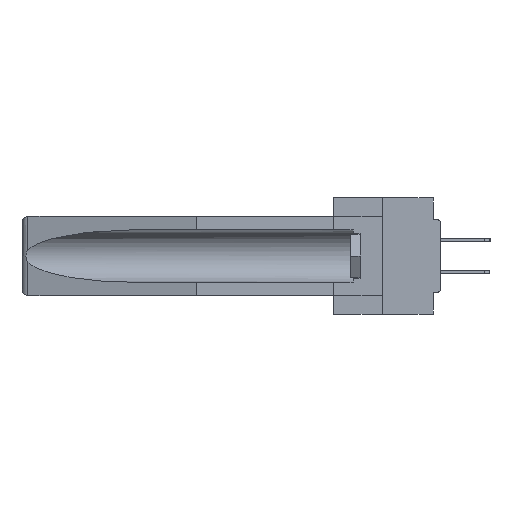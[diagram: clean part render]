
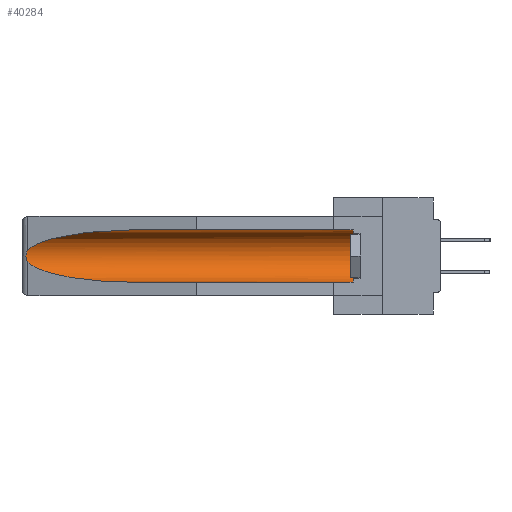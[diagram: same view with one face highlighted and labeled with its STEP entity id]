
A CAD part, left-side view. The second image highlights one B-rep face of the part: STEP entity #40284.
In plain terms, the highlighted cylindrical face has radius 2.857 mm (diameter 5.715 mm), a partial arc.
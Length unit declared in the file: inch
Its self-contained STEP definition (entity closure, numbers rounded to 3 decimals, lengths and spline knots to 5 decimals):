
#180 = CARTESIAN_POINT ( 'NONE',  ( 0.155, -0.30754, -0.1715 ) ) ;
#1131 = CARTESIAN_POINT ( 'NONE',  ( 0.26537, 1.52718, -0.14972 ) ) ;
#2542 = CIRCLE ( 'NONE', #23868, 0.1125 ) ;
#2725 =( BOUNDED_CURVE ( )  B_SPLINE_CURVE ( 3, ( #23878, #4712, #8087, #33726 ),
 .UNSPECIFIED., .F., .F. ) 
 B_SPLINE_CURVE_WITH_KNOTS ( ( 4, 4 ),
 ( 0.1948, 1.5708 ),
 .UNSPECIFIED. ) 
 CURVE ( )  GEOMETRIC_REPRESENTATION_ITEM ( )  RATIONAL_B_SPLINE_CURVE ( ( 1., 0.848, 0.848, 1. ) ) 
 REPRESENTATION_ITEM ( '' )  );
#2917 = EDGE_CURVE ( 'NONE', #39450, #32064, #17996, .T. ) ;
#3247 = B_SPLINE_CURVE_WITH_KNOTS ( 'NONE', 3,
 ( #1131, #8025, #10741, #7881, #7596, #14300, #40593, #17576, #30525, #36777 ),
 .UNSPECIFIED., .F., .F.,
 ( 4, 2, 2, 2, 4 ),
 ( 0., 0.00029, 0.00058, 0.00087, 0.00117 ),
 .UNSPECIFIED. ) ;
#3294 = DIRECTION ( 'NONE',  ( 0., 1., 0. ) ) ;
#3389 = LINE ( 'NONE', #16493, #10999 ) ;
#4712 = CARTESIAN_POINT ( 'NONE',  ( 0.25451, 1.48313, -0.24835 ) ) ;
#4916 = CARTESIAN_POINT ( 'NONE',  ( 0.155, 0.126, -0.059 ) ) ;
#7596 = CARTESIAN_POINT ( 'NONE',  ( 0.2675, 1.53308, -0.16763 ) ) ;
#7622 = CARTESIAN_POINT ( 'NONE',  ( 0.26537, 1.52718, -0.19328 ) ) ;
#7854 = EDGE_CURVE ( 'NONE', #32064, #26897, #31652, .T. ) ;
#7881 = CARTESIAN_POINT ( 'NONE',  ( 0.2673, 1.5327, -0.16383 ) ) ;
#8025 = CARTESIAN_POINT ( 'NONE',  ( 0.26597, 1.52961, -0.15275 ) ) ;
#8087 = CARTESIAN_POINT ( 'NONE',  ( 0.21114, 1.30732, -0.284 ) ) ;
#8667 = VERTEX_POINT ( 'NONE', #7622 ) ;
#8826 = CARTESIAN_POINT ( 'NONE',  ( 0.25451, 1.48313, -0.09465 ) ) ;
#8966 = CARTESIAN_POINT ( 'NONE',  ( 0.26537, 1.52718, -0.14972 ) ) ;
#9182 = CARTESIAN_POINT ( 'NONE',  ( 0.155, -0.30754, -0.059 ) ) ;
#10015 = VERTEX_POINT ( 'NONE', #42005 ) ;
#10741 = CARTESIAN_POINT ( 'NONE',  ( 0.26654, 1.53092, -0.15636 ) ) ;
#10999 = VECTOR ( 'NONE', #13373, 39.37008 ) ;
#12476 = ORIENTED_EDGE ( 'NONE', *, *, #7854, .T. ) ;
#13373 = DIRECTION ( 'NONE',  ( 0., 1., 0. ) ) ;
#13651 = DIRECTION ( 'NONE',  ( 0., -1., 0. ) ) ;
#13850 = ORIENTED_EDGE ( 'NONE', *, *, #30020, .F. ) ;
#14067 = CARTESIAN_POINT ( 'NONE',  ( 0.155, 0.126, -0.284 ) ) ;
#14300 = CARTESIAN_POINT ( 'NONE',  ( 0.2675, 1.53308, -0.17534 ) ) ;
#16447 = EDGE_CURVE ( 'NONE', #40386, #39450, #2542, .T. ) ;
#16493 = CARTESIAN_POINT ( 'NONE',  ( 0.155, -0.30754, -0.284 ) ) ;
#17114 = EDGE_LOOP ( 'NONE', ( #12476, #33820, #20912, #13850, #23628, #39340 ) ) ;
#17176 = EDGE_CURVE ( 'NONE', #26897, #8667, #3247, .T. ) ;
#17576 = CARTESIAN_POINT ( 'NONE',  ( 0.26655, 1.53094, -0.18657 ) ) ;
#17996 = LINE ( 'NONE', #9182, #31741 ) ;
#20912 = ORIENTED_EDGE ( 'NONE', *, *, #41745, .T. ) ;
#22127 = DIRECTION ( 'NONE',  ( 0., 1., 0. ) ) ;
#23628 = ORIENTED_EDGE ( 'NONE', *, *, #16447, .T. ) ;
#23868 = AXIS2_PLACEMENT_3D ( 'NONE', #33138, #13651, #30012 ) ;
#23878 = CARTESIAN_POINT ( 'NONE',  ( 0.26537, 1.52718, -0.19328 ) ) ;
#26897 = VERTEX_POINT ( 'NONE', #8966 ) ;
#27596 = CYLINDRICAL_SURFACE ( 'NONE', #39168, 0.1125 ) ;
#28388 = CARTESIAN_POINT ( 'NONE',  ( 0.21114, 1.30732, -0.059 ) ) ;
#29467 = DIRECTION ( 'NONE',  ( 0., 0., 1. ) ) ;
#30012 = DIRECTION ( 'NONE',  ( 0., 0., 1. ) ) ;
#30020 = EDGE_CURVE ( 'NONE', #40386, #10015, #3389, .T. ) ;
#30525 = CARTESIAN_POINT ( 'NONE',  ( 0.26597, 1.5296, -0.19026 ) ) ;
#31222 = CARTESIAN_POINT ( 'NONE',  ( 0.155, 1.07973, -0.059 ) ) ;
#31652 =( BOUNDED_CURVE ( )  B_SPLINE_CURVE ( 3, ( #31222, #28388, #8826, #34625 ),
 .UNSPECIFIED., .F., .F. ) 
 B_SPLINE_CURVE_WITH_KNOTS ( ( 4, 4 ),
 ( 4.71239, 6.08839 ),
 .UNSPECIFIED. ) 
 CURVE ( )  GEOMETRIC_REPRESENTATION_ITEM ( )  RATIONAL_B_SPLINE_CURVE ( ( 1., 0.848, 0.848, 1. ) ) 
 REPRESENTATION_ITEM ( '' )  );
#31741 = VECTOR ( 'NONE', #22127, 39.37008 ) ;
#32064 = VERTEX_POINT ( 'NONE', #38481 ) ;
#33138 = CARTESIAN_POINT ( 'NONE',  ( 0.155, 0.126, -0.1715 ) ) ;
#33153 = FACE_OUTER_BOUND ( 'NONE', #17114, .T. ) ;
#33726 = CARTESIAN_POINT ( 'NONE',  ( 0.155, 1.07973, -0.284 ) ) ;
#33820 = ORIENTED_EDGE ( 'NONE', *, *, #17176, .T. ) ;
#34625 = CARTESIAN_POINT ( 'NONE',  ( 0.26537, 1.52718, -0.14972 ) ) ;
#36777 = CARTESIAN_POINT ( 'NONE',  ( 0.26537, 1.52718, -0.19328 ) ) ;
#38481 = CARTESIAN_POINT ( 'NONE',  ( 0.155, 1.07973, -0.059 ) ) ;
#39168 = AXIS2_PLACEMENT_3D ( 'NONE', #180, #3294, #29467 ) ;
#39340 = ORIENTED_EDGE ( 'NONE', *, *, #2917, .T. ) ;
#39450 = VERTEX_POINT ( 'NONE', #4916 ) ;
#40284 = ADVANCED_FACE ( 'NONE', ( #33153 ), #27596, .F. ) ;
#40386 = VERTEX_POINT ( 'NONE', #14067 ) ;
#40593 = CARTESIAN_POINT ( 'NONE',  ( 0.2673, 1.53269, -0.17917 ) ) ;
#41745 = EDGE_CURVE ( 'NONE', #8667, #10015, #2725, .T. ) ;
#42005 = CARTESIAN_POINT ( 'NONE',  ( 0.155, 1.07973, -0.284 ) ) ;
